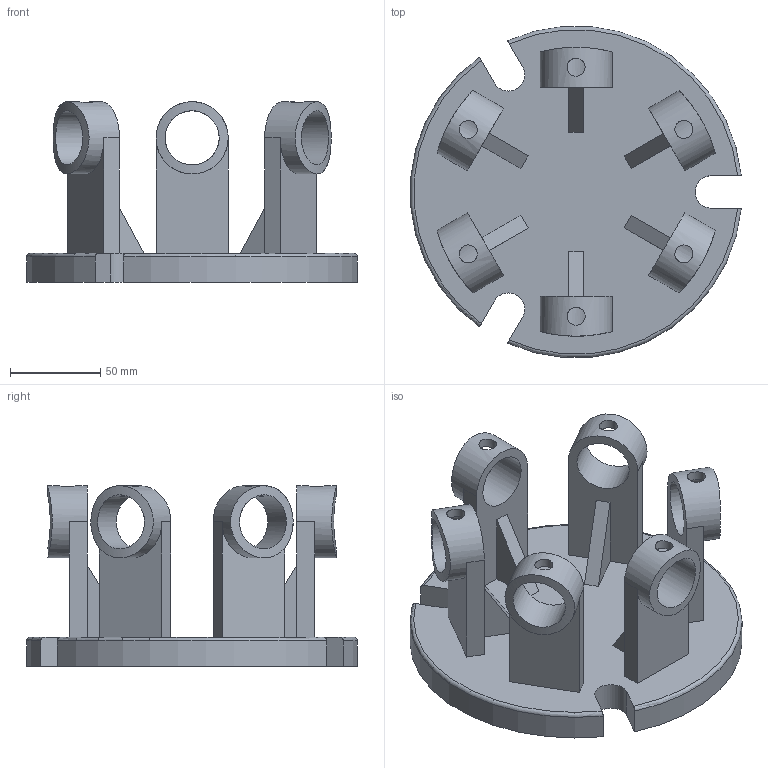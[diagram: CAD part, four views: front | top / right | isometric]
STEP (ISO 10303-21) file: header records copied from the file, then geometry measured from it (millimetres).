
FILE_DESCRIPTION(/* description */ (''),/* implementation_level */ '2;1');
FILE_NAME(/* name */ 'Part 052.stp',/* time_stamp */ '2015-02-22T10:14:49+02:00',/* author */ ('SFC'),/* organization */ (''),/* preprocessor_version */ 'ST-DEVELOPER v15.2',/* originating_system */ 'Autodesk Inventor 2014',/* authorisation */ '');
FILE_SCHEMA (('AUTOMOTIVE_DESIGN { 1 0 10303 214 3 1 1 }'));
Length unit declared in the file: millimetre
Products named in the file (1): Part 052
Bounding box: 183.22 x 183.4 x 100 mm (x, y, z)
Volume: 611174.9 mm3; surface area: 125628.6 mm2
Topology: 1 solids, 1 shells, 83 faces, 261 edges, 186 vertices
Faces by surface type: plane 50, cylinder 30, torus 3
Full cylindrical faces by diameter (mm): 10 x6, 30 x6, 40 x6
Entity records: 3956 total; most frequent: CARTESIAN_POINT 1725, ORIENTED_EDGE 474, DIRECTION 372, EDGE_CURVE 237, VERTEX_POINT 180, LINE 138, VECTOR 138, EDGE_LOOP 131
